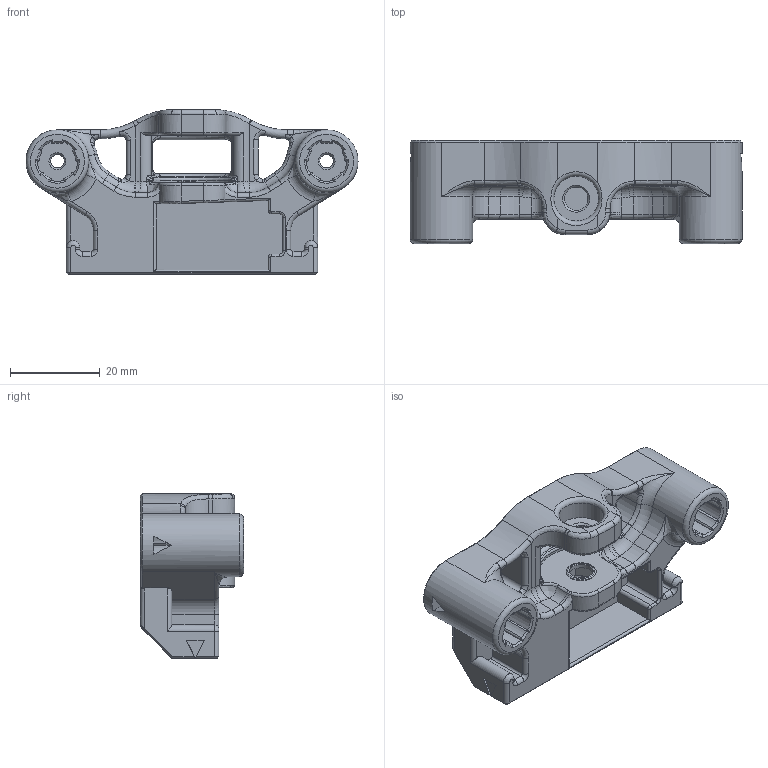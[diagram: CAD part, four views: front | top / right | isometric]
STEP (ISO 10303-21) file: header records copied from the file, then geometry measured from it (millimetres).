
FILE_DESCRIPTION(/* description */ (''),/* implementation_level */ '2;1');
FILE_NAME(/* name */ 'Linear_Axis_Idler_Block_for_10mm_Idlers_v2.step',/* time_stamp */ '2025-09-10T11:22:25-04:00',/* author */ (''),/* organization */ (''),/* preprocessor_version */ 'ST-DEVELOPER v20.1',/* originating_system */ 'Autodesk Translation Framework v14.10.0.0',/* authorisation */ '');
FILE_SCHEMA (('AUTOMOTIVE_DESIGN { 1 0 10303 214 3 1 1 }'));
Length unit declared in the file: millimetre
Products named in the file (4): ERCF_V2 Selector_Idler_10mm; ERCF V2; 5. Linear Axis; 5.2 Linear Axis Idler Block
Assembly tree (3 placements, depth 4):
  ERCF_V2 Selector_Idler_10mm
    ERCF V2
      5. Linear Axis
        5.2 Linear Axis Idler Block
Bounding box: 74 x 23 x 36.7 mm (x, y, z)
Volume: 22652.7 mm3; surface area: 11566.8 mm2
Topology: 1 solids, 2 shells, 784 faces, 1959 edges, 1161 vertices
Faces by surface type: plane 300, bspline 199, cylinder 148, cone 74, torus 63
Full cylindrical faces by diameter (mm): 3 x2, 5.2 x2, 6.769 x1, 10 x1, 14 x2
Entity records: 29831 total; most frequent: CARTESIAN_POINT 12423, ORIENTED_EDGE 3868, DIRECTION 3177, EDGE_CURVE 1934, VERTEX_POINT 1161, AXIS2_PLACEMENT_3D 1098, LINE 981, VECTOR 981
